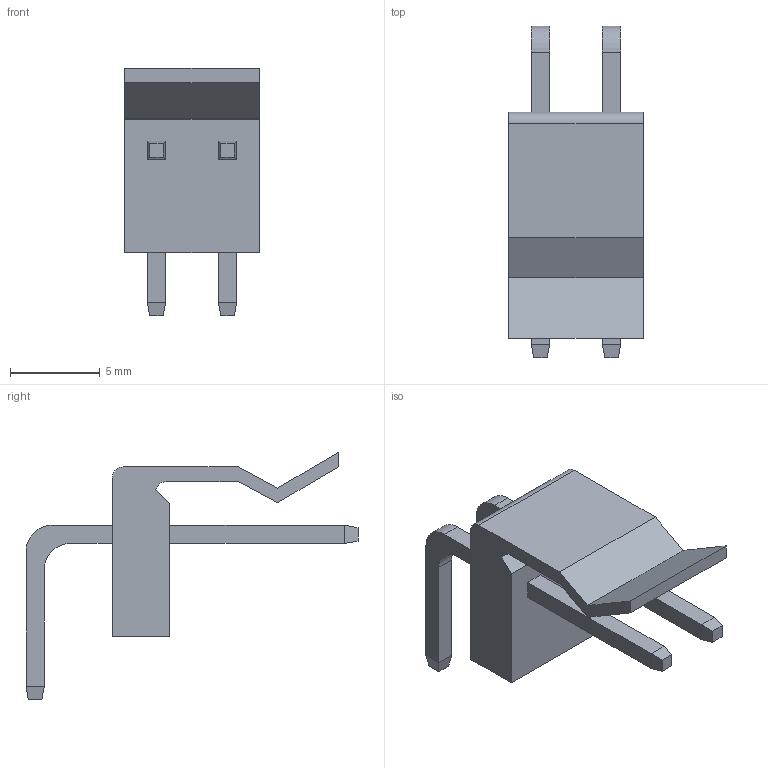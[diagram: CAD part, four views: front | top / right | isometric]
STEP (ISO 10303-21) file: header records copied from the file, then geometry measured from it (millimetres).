
FILE_DESCRIPTION(/* description */ ('Unknown'),/* implementation_level */ '2;1');
FILE_NAME(/* name */ 'JST - CH - Thru (R) - 2Pin - 3.96mm',/* time_stamp */ '2018-11-29T09:25:31-05:00',/* author */ ('Unknown'),/* organization */ ('Unknown'),/* preprocessor_version */ 'ST-DEVELOPER v16.7',/* originating_system */ 'DEX',/* authorisation */ $);
FILE_SCHEMA (('AUTOMOTIVE_DESIGN {1 0 10303 214 3 1 1}'));
Length unit declared in the file: millimetre
Products named in the file (1): JST - CH - Thru (R) - 2Pin - 3.96mm
Bounding box: 7.52 x 18.5 x 13.79 mm (x, y, z)
Volume: 327 mm3; surface area: 633.2 mm2
Topology: 1 solids, 21 shells, 242 faces, 566 edges, 372 vertices
Faces by surface type: plane 192, bspline 44, cylinder 6
Entity records: 9931 total; most frequent: CARTESIAN_POINT 3367, ORIENTED_EDGE 1124, DIRECTION 690, EDGE_CURVE 562, VERTEX_POINT 372, B_SPLINE_CURVE_WITH_KNOTS 282, LINE 268, VECTOR 268
